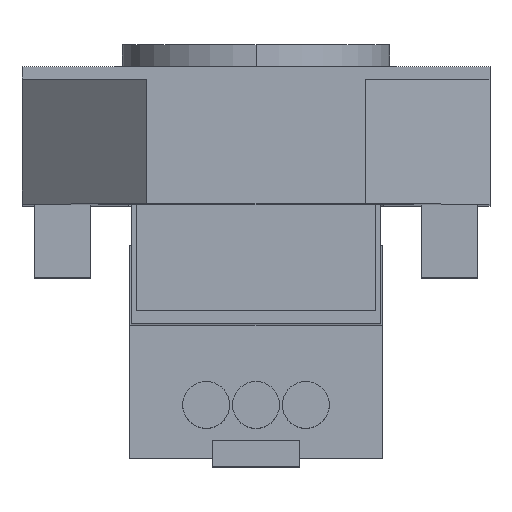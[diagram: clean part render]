
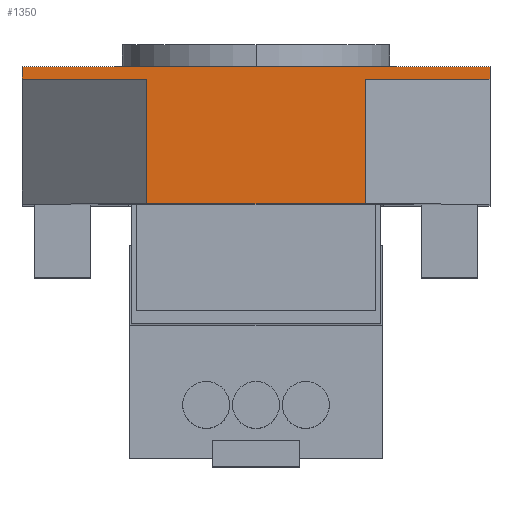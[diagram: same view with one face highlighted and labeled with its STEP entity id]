
A CAD part, top view. The second image highlights one B-rep face of the part: STEP entity #1350.
In plain terms, the highlighted planar face has unit normal (0, 0, 1).
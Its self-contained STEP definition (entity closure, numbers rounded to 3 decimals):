
#259=DIRECTION('',(1.,0.,0.));
#260=VECTOR('',#259,35.);
#261=CARTESIAN_POINT('',(-17.5,25.5,112.5));
#262=LINE('',#261,#260);
#263=DIRECTION('',(0.,1.,0.));
#264=VECTOR('',#263,2.);
#265=CARTESIAN_POINT('',(-37.5,45.5,112.5));
#266=LINE('',#265,#264);
#367=DIRECTION('',(0.,1.,0.));
#368=VECTOR('',#367,20.);
#369=CARTESIAN_POINT('',(17.5,25.5,112.5));
#370=LINE('',#369,#368);
#379=DIRECTION('',(1.,0.,0.));
#380=VECTOR('',#379,20.);
#381=CARTESIAN_POINT('',(17.5,45.5,112.5));
#382=LINE('',#381,#380);
#383=DIRECTION('',(0.,1.,0.));
#384=VECTOR('',#383,2.);
#385=CARTESIAN_POINT('',(37.5,45.5,112.5));
#386=LINE('',#385,#384);
#395=DIRECTION('',(-1.,0.,0.));
#396=VECTOR('',#395,75.);
#397=CARTESIAN_POINT('',(37.5,47.5,112.5));
#398=LINE('',#397,#396);
#859=DIRECTION('',(1.,0.,0.));
#860=VECTOR('',#859,20.);
#861=CARTESIAN_POINT('',(-37.5,45.5,112.5));
#862=LINE('',#861,#860);
#871=DIRECTION('',(0.,-1.,0.));
#872=VECTOR('',#871,20.);
#873=CARTESIAN_POINT('',(-17.5,45.5,112.5));
#874=LINE('',#873,#872);
#1067=CARTESIAN_POINT('',(37.5,45.5,112.5));
#1068=CARTESIAN_POINT('',(37.5,47.5,112.5));
#1069=VERTEX_POINT('',#1067);
#1070=VERTEX_POINT('',#1068);
#1071=CARTESIAN_POINT('',(17.5,45.5,112.5));
#1072=VERTEX_POINT('',#1071);
#1073=CARTESIAN_POINT('',(-37.5,45.5,112.5));
#1074=CARTESIAN_POINT('',(-17.5,45.5,112.5));
#1075=VERTEX_POINT('',#1073);
#1076=VERTEX_POINT('',#1074);
#1077=CARTESIAN_POINT('',(-37.5,47.5,112.5));
#1078=VERTEX_POINT('',#1077);
#1159=CARTESIAN_POINT('',(-17.5,25.5,112.5));
#1160=CARTESIAN_POINT('',(17.5,25.5,112.5));
#1161=VERTEX_POINT('',#1159);
#1162=VERTEX_POINT('',#1160);
#1327=CARTESIAN_POINT('',(-17.5,0.,112.5));
#1328=DIRECTION('',(0.,0.,1.));
#1329=DIRECTION('',(1.,0.,0.));
#1330=AXIS2_PLACEMENT_3D('',#1327,#1328,#1329);
#1331=PLANE('',#1330);
#1333=ORIENTED_EDGE('',*,*,#1332,.F.);
#1335=ORIENTED_EDGE('',*,*,#1334,.F.);
#1337=ORIENTED_EDGE('',*,*,#1336,.F.);
#1339=ORIENTED_EDGE('',*,*,#1338,.T.);
#1341=ORIENTED_EDGE('',*,*,#1340,.F.);
#1343=ORIENTED_EDGE('',*,*,#1342,.F.);
#1345=ORIENTED_EDGE('',*,*,#1344,.F.);
#1347=ORIENTED_EDGE('',*,*,#1346,.F.);
#1348=EDGE_LOOP('',(#1333,#1335,#1337,#1339,#1341,#1343,#1345,#1347));
#1349=FACE_OUTER_BOUND('',#1348,.F.);
#1332=EDGE_CURVE('',#1161,#1162,#262,.T.);
#1334=EDGE_CURVE('',#1076,#1161,#874,.T.);
#1336=EDGE_CURVE('',#1075,#1076,#862,.T.);
#1338=EDGE_CURVE('',#1075,#1078,#266,.T.);
#1340=EDGE_CURVE('',#1070,#1078,#398,.T.);
#1342=EDGE_CURVE('',#1069,#1070,#386,.T.);
#1344=EDGE_CURVE('',#1072,#1069,#382,.T.);
#1346=EDGE_CURVE('',#1162,#1072,#370,.T.);
#1350=ADVANCED_FACE('',(#1349),#1331,.T.);
